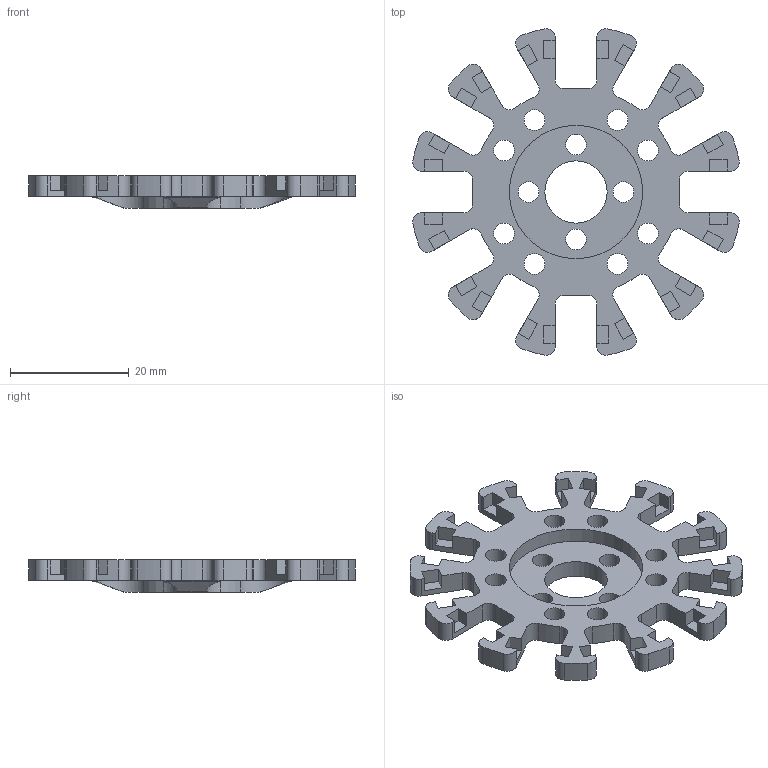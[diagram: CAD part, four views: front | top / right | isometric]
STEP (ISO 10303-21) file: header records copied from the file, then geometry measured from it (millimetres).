
FILE_DESCRIPTION(/* description */ (''),/* implementation_level */ '2;1');
FILE_NAME(/* name */ 'Inside Parts.step',/* time_stamp */ '2025-07-15T13:45:33+09:00',/* author */ (''),/* organization */ (''),/* preprocessor_version */ 'ST-DEVELOPER v20.1',/* originating_system */ 'Autodesk Translation Framework v14.10.0.0',/* authorisation */ '');
FILE_SCHEMA (('AUTOMOTIVE_DESIGN { 1 0 10303 214 3 1 1 }'));
Length unit declared in the file: millimetre
Products named in the file (1): 新型オムニ6
Bounding box: 55.05 x 55.05 x 5.5 mm (x, y, z)
Volume: 4319 mm3; surface area: 5217.9 mm2
Topology: 1 solids, 1 shells, 237 faces, 694 edges, 460 vertices
Faces by surface type: plane 127, cylinder 98, torus 8, cone 4
Full cylindrical faces by diameter (mm): 3.5 x12, 10.5 x1, 22.5 x1
Entity records: 8061 total; most frequent: CARTESIAN_POINT 1516, ORIENTED_EDGE 1388, DIRECTION 1362, EDGE_CURVE 694, VERTEX_POINT 460, LINE 454, VECTOR 454, AXIS2_PLACEMENT_3D 454
